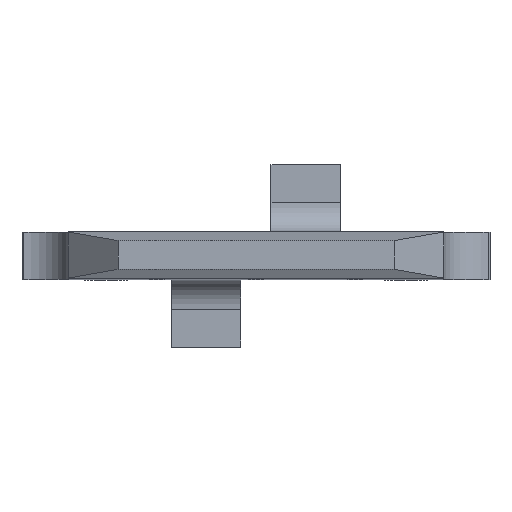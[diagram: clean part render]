
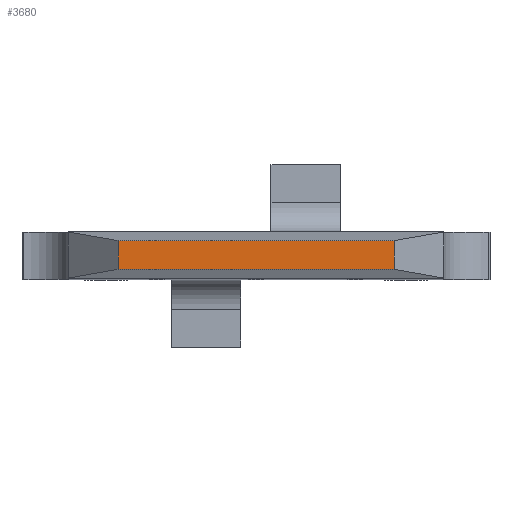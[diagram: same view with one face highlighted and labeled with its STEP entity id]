
A CAD part, top view. The second image highlights one B-rep face of the part: STEP entity #3680.
In plain terms, the highlighted planar face has unit normal (0, 0, 1).
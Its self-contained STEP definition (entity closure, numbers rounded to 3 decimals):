
#55 = PLANE('',#56);
#56 = AXIS2_PLACEMENT_3D('',#57,#58,#59);
#57 = CARTESIAN_POINT('',(2.5,-0.322,9.876));
#58 = DIRECTION('',(0.,-0.985,0.174));
#59 = DIRECTION('',(0.,0.174,0.985));
#1045 = VERTEX_POINT('',#1046);
#1046 = CARTESIAN_POINT('',(0.163,-0.243,10.321));
#1060 = PLANE('',#1061);
#1061 = AXIS2_PLACEMENT_3D('',#1062,#1063,#1064);
#1062 = CARTESIAN_POINT('',(-0.256,0.,9.902));
#1063 = DIRECTION('',(-0.707,0.,0.707));
#1064 = DIRECTION('',(-0.707,0.,-0.707));
#1072 = EDGE_CURVE('',#1073,#1045,#1075,.T.);
#1073 = VERTEX_POINT('',#1074);
#1074 = CARTESIAN_POINT('',(4.837,-0.243,10.321));
#1075 = SURFACE_CURVE('',#1076,(#1080,#1087),.PCURVE_S1.);
#1076 = LINE('',#1077,#1078);
#1077 = CARTESIAN_POINT('',(4.837,-0.243,10.321));
#1078 = VECTOR('',#1079,1.);
#1079 = DIRECTION('',(-1.,0.,0.));
#1080 = PCURVE('',#55,#1081);
#1081 = DEFINITIONAL_REPRESENTATION('',(#1082),#1086);
#1082 = LINE('',#1083,#1084);
#1083 = CARTESIAN_POINT('',(0.451,-2.337));
#1084 = VECTOR('',#1085,1.);
#1085 = DIRECTION('',(0.,1.));
#1086 = ( GEOMETRIC_REPRESENTATION_CONTEXT(2) 
PARAMETRIC_REPRESENTATION_CONTEXT() REPRESENTATION_CONTEXT('2D SPACE',''
  ) );
#1087 = PCURVE('',#1088,#1093);
#1088 = PLANE('',#1089);
#1089 = AXIS2_PLACEMENT_3D('',#1090,#1091,#1092);
#1090 = CARTESIAN_POINT('',(-0.675,-0.4,10.321));
#1091 = DIRECTION('',(0.,0.,1.));
#1092 = DIRECTION('',(1.,0.,0.));
#1093 = DEFINITIONAL_REPRESENTATION('',(#1094),#1098);
#1094 = LINE('',#1095,#1096);
#1095 = CARTESIAN_POINT('',(5.512,0.157));
#1096 = VECTOR('',#1097,1.);
#1097 = DIRECTION('',(-1.,0.));
#1098 = ( GEOMETRIC_REPRESENTATION_CONTEXT(2) 
PARAMETRIC_REPRESENTATION_CONTEXT() REPRESENTATION_CONTEXT('2D SPACE',''
  ) );
#1116 = PLANE('',#1117);
#1117 = AXIS2_PLACEMENT_3D('',#1118,#1119,#1120);
#1118 = CARTESIAN_POINT('',(5.256,0.,9.902));
#1119 = DIRECTION('',(0.707,0.,0.707));
#1120 = DIRECTION('',(-0.707,0.,0.707));
#1171 = PLANE('',#1172);
#1172 = AXIS2_PLACEMENT_3D('',#1173,#1174,#1175);
#1173 = CARTESIAN_POINT('',(2.5,0.322,9.876));
#1174 = DIRECTION('',(0.,0.985,0.174));
#1175 = DIRECTION('',(0.,-0.174,0.985));
#1284 = VERTEX_POINT('',#1285);
#1285 = CARTESIAN_POINT('',(4.837,0.243,10.321));
#1306 = EDGE_CURVE('',#1307,#1284,#1309,.T.);
#1307 = VERTEX_POINT('',#1308);
#1308 = CARTESIAN_POINT('',(0.163,0.243,10.321));
#1309 = SURFACE_CURVE('',#1310,(#1314,#1321),.PCURVE_S1.);
#1310 = LINE('',#1311,#1312);
#1311 = CARTESIAN_POINT('',(0.163,0.243,10.321));
#1312 = VECTOR('',#1313,1.);
#1313 = DIRECTION('',(1.,0.,0.));
#1314 = PCURVE('',#1171,#1315);
#1315 = DEFINITIONAL_REPRESENTATION('',(#1316),#1320);
#1316 = LINE('',#1317,#1318);
#1317 = CARTESIAN_POINT('',(0.451,-2.337));
#1318 = VECTOR('',#1319,1.);
#1319 = DIRECTION('',(0.,1.));
#1320 = ( GEOMETRIC_REPRESENTATION_CONTEXT(2) 
PARAMETRIC_REPRESENTATION_CONTEXT() REPRESENTATION_CONTEXT('2D SPACE',''
  ) );
#1321 = PCURVE('',#1088,#1322);
#1322 = DEFINITIONAL_REPRESENTATION('',(#1323),#1327);
#1323 = LINE('',#1324,#1325);
#1324 = CARTESIAN_POINT('',(0.838,0.643));
#1325 = VECTOR('',#1326,1.);
#1326 = DIRECTION('',(1.,0.));
#1327 = ( GEOMETRIC_REPRESENTATION_CONTEXT(2) 
PARAMETRIC_REPRESENTATION_CONTEXT() REPRESENTATION_CONTEXT('2D SPACE',''
  ) );
#3659 = EDGE_CURVE('',#1284,#1073,#3660,.T.);
#3660 = SURFACE_CURVE('',#3661,(#3665,#3672),.PCURVE_S1.);
#3661 = LINE('',#3662,#3663);
#3662 = CARTESIAN_POINT('',(4.837,0.243,10.321));
#3663 = VECTOR('',#3664,1.);
#3664 = DIRECTION('',(0.,-1.,0.));
#3665 = PCURVE('',#1116,#3666);
#3666 = DEFINITIONAL_REPRESENTATION('',(#3667),#3671);
#3667 = LINE('',#3668,#3669);
#3668 = CARTESIAN_POINT('',(0.593,-0.243));
#3669 = VECTOR('',#3670,1.);
#3670 = DIRECTION('',(0.,1.));
#3671 = ( GEOMETRIC_REPRESENTATION_CONTEXT(2) 
PARAMETRIC_REPRESENTATION_CONTEXT() REPRESENTATION_CONTEXT('2D SPACE',''
  ) );
#3672 = PCURVE('',#1088,#3673);
#3673 = DEFINITIONAL_REPRESENTATION('',(#3674),#3678);
#3674 = LINE('',#3675,#3676);
#3675 = CARTESIAN_POINT('',(5.512,0.643));
#3676 = VECTOR('',#3677,1.);
#3677 = DIRECTION('',(0.,-1.));
#3678 = ( GEOMETRIC_REPRESENTATION_CONTEXT(2) 
PARAMETRIC_REPRESENTATION_CONTEXT() REPRESENTATION_CONTEXT('2D SPACE',''
  ) );
#3680 = ADVANCED_FACE('',(#3681),#1088,.T.);
#3681 = FACE_BOUND('',#3682,.F.);
#3682 = EDGE_LOOP('',(#3683,#3684,#3685,#3686));
#3683 = ORIENTED_EDGE('',*,*,#1306,.T.);
#3684 = ORIENTED_EDGE('',*,*,#3659,.T.);
#3685 = ORIENTED_EDGE('',*,*,#1072,.T.);
#3686 = ORIENTED_EDGE('',*,*,#3687,.F.);
#3687 = EDGE_CURVE('',#1307,#1045,#3688,.T.);
#3688 = SURFACE_CURVE('',#3689,(#3693,#3700),.PCURVE_S1.);
#3689 = LINE('',#3690,#3691);
#3690 = CARTESIAN_POINT('',(0.163,0.243,10.321));
#3691 = VECTOR('',#3692,1.);
#3692 = DIRECTION('',(0.,-1.,0.));
#3693 = PCURVE('',#1088,#3694);
#3694 = DEFINITIONAL_REPRESENTATION('',(#3695),#3699);
#3695 = LINE('',#3696,#3697);
#3696 = CARTESIAN_POINT('',(0.838,0.643));
#3697 = VECTOR('',#3698,1.);
#3698 = DIRECTION('',(0.,-1.));
#3699 = ( GEOMETRIC_REPRESENTATION_CONTEXT(2) 
PARAMETRIC_REPRESENTATION_CONTEXT() REPRESENTATION_CONTEXT('2D SPACE',''
  ) );
#3700 = PCURVE('',#1060,#3701);
#3701 = DEFINITIONAL_REPRESENTATION('',(#3702),#3706);
#3702 = LINE('',#3703,#3704);
#3703 = CARTESIAN_POINT('',(-0.593,-0.243));
#3704 = VECTOR('',#3705,1.);
#3705 = DIRECTION('',(-0.,1.));
#3706 = ( GEOMETRIC_REPRESENTATION_CONTEXT(2) 
PARAMETRIC_REPRESENTATION_CONTEXT() REPRESENTATION_CONTEXT('2D SPACE',''
  ) );
